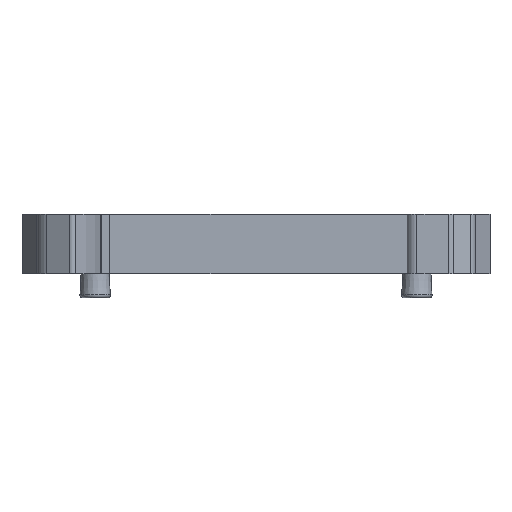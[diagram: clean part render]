
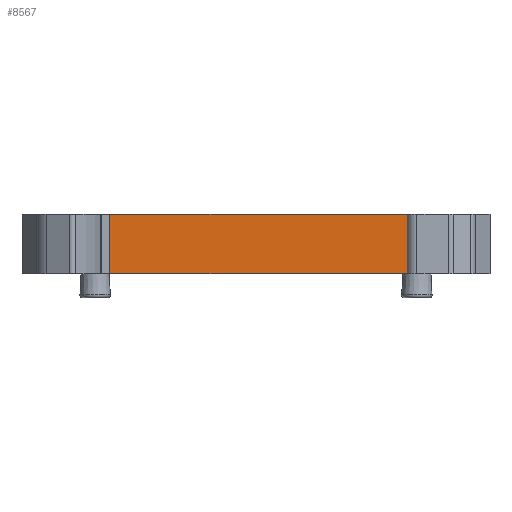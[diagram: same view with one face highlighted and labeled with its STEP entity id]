
A CAD part, front view. The second image highlights one B-rep face of the part: STEP entity #8567.
In plain terms, the highlighted planar face has unit normal (0, -1, 0).
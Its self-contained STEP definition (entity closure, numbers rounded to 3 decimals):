
#3119=DIRECTION('',(0.,0.,-1.));
#3120=VECTOR('',#3119,6.1);
#3121=CARTESIAN_POINT('',(-15.004,-39.6,0.));
#3122=LINE('',#3121,#3120);
#3123=DIRECTION('',(1.,0.,0.));
#3124=VECTOR('',#3123,32.504);
#3125=CARTESIAN_POINT('',(-15.004,-39.6,0.));
#3126=LINE('',#3125,#3124);
#3127=DIRECTION('',(0.,0.,-1.));
#3128=VECTOR('',#3127,6.1);
#3129=CARTESIAN_POINT('',(17.5,-39.6,0.));
#3130=LINE('',#3129,#3128);
#3131=DIRECTION('',(-1.,0.,0.));
#3132=VECTOR('',#3131,32.504);
#3133=CARTESIAN_POINT('',(17.5,-39.6,-6.1));
#3134=LINE('',#3133,#3132);
#4061=CARTESIAN_POINT('',(-15.004,-39.6,0.));
#4063=VERTEX_POINT('',#4061);
#4077=CARTESIAN_POINT('',(-15.004,-39.6,-6.1));
#4079=VERTEX_POINT('',#4077);
#4097=CARTESIAN_POINT('',(17.5,-39.6,0.));
#4098=VERTEX_POINT('',#4097);
#4103=CARTESIAN_POINT('',(17.5,-39.6,-6.1));
#4104=VERTEX_POINT('',#4103);
#8555=CARTESIAN_POINT('',(-0.004,-39.6,0.));
#8556=DIRECTION('',(0.,1.,0.));
#8557=DIRECTION('',(-1.,0.,0.));
#8558=AXIS2_PLACEMENT_3D('',#8555,#8556,#8557);
#8559=PLANE('',#8558);
#8560=ORIENTED_EDGE('',*,*,#4202,.T.);
#8562=ORIENTED_EDGE('',*,*,#8561,.T.);
#8563=ORIENTED_EDGE('',*,*,#5074,.T.);
#8564=ORIENTED_EDGE('',*,*,#8548,.F.);
#8565=EDGE_LOOP('',(#8560,#8562,#8563,#8564));
#8566=FACE_OUTER_BOUND('',#8565,.F.);
#8567=ADVANCED_FACE('',(#8566),#8559,.F.);
#4202=EDGE_CURVE('',#4063,#4098,#3126,.T.);
#5074=EDGE_CURVE('',#4104,#4079,#3134,.T.);
#8548=EDGE_CURVE('',#4063,#4079,#3122,.T.);
#8561=EDGE_CURVE('',#4098,#4104,#3130,.T.);
